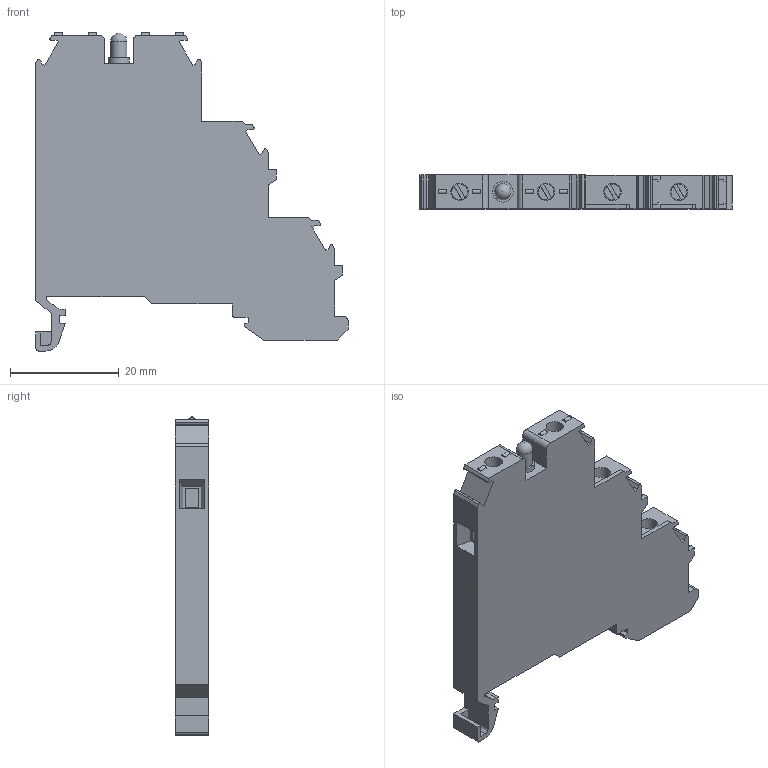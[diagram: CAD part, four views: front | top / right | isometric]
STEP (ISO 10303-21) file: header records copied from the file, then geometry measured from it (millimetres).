
FILE_DESCRIPTION(/* description */ ('Unknown'),/* implementation_level */ '2;1');
FILE_NAME(/* name */ 'BKNT-S_C-N012',/* time_stamp */ '2024-11-14T14:42:48-03:00',/* author */ ('Unknown'),/* organization */ ('Unknown'),/* preprocessor_version */ 'ST-DEVELOPER v16.7',/* originating_system */ 'Solid Edge',/* authorisation */ 'Unknown');
FILE_SCHEMA (('AUTOMOTIVE_DESIGN {1 0 10303 214 3 1 1}'));
Length unit declared in the file: millimetre
Products named in the file (1): BKNT-S_C-N012
Bounding box: 57.4 x 6.2 x 58.45 mm (x, y, z)
Volume: 12481.6 mm3; surface area: 6911.7 mm2
Topology: 1 solids, 1 shells, 229 faces, 624 edges, 410 vertices
Faces by surface type: plane 190, cylinder 30, torus 8, sphere 1
Full cylindrical faces by diameter (mm): 3 x1, 3.2 x4, 3.8 x1
Entity records: 8692 total; most frequent: CARTESIAN_POINT 1293, ORIENTED_EDGE 1222, DIRECTION 1135, EDGE_CURVE 611, LINE 515, VECTOR 515, VERTEX_POINT 404, AXIS2_PLACEMENT_3D 310
